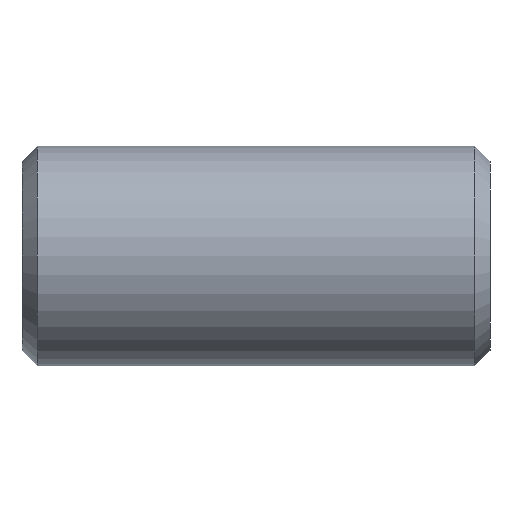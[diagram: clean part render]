
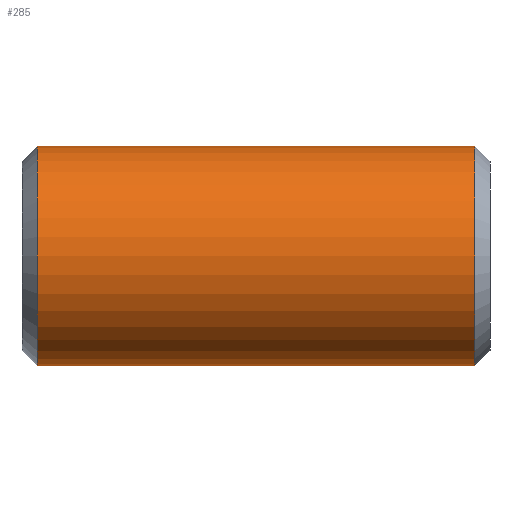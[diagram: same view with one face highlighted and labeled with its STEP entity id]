
A CAD part, front view. The second image highlights one B-rep face of the part: STEP entity #285.
In plain terms, the highlighted cylindrical face has radius 13.335 mm (diameter 26.67 mm), a partial arc.
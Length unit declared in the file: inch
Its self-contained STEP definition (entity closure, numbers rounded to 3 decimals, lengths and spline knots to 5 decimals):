
#7 = CARTESIAN_POINT ( 'NONE',  ( 1.047, 0., -0.525 ) ) ;
#8 = EDGE_CURVE ( 'NONE', #347, #311, #495, .T. ) ;
#21 = DIRECTION ( 'NONE',  ( 0., 0., 1. ) ) ;
#34 = VERTEX_POINT ( 'NONE', #7 ) ;
#36 = DIRECTION ( 'NONE',  ( 0., 0., -1. ) ) ;
#43 = AXIS2_PLACEMENT_3D ( 'NONE', #359, #576, #21 ) ;
#84 = EDGE_LOOP ( 'NONE', ( #260, #218, #200, #632 ) ) ;
#115 = LINE ( 'NONE', #164, #350 ) ;
#132 = CYLINDRICAL_SURFACE ( 'NONE', #43, 0.525 ) ;
#153 = CARTESIAN_POINT ( 'NONE',  ( -1.047, 0., -0.525 ) ) ;
#159 = DIRECTION ( 'NONE',  ( 1., 0., 0. ) ) ;
#164 = CARTESIAN_POINT ( 'NONE',  ( 1.12, 0., -0.525 ) ) ;
#169 = CARTESIAN_POINT ( 'NONE',  ( 1.047, 0., 0. ) ) ;
#200 = ORIENTED_EDGE ( 'NONE', *, *, #532, .T. ) ;
#211 = DIRECTION ( 'NONE',  ( -1., 0., 0. ) ) ;
#215 = AXIS2_PLACEMENT_3D ( 'NONE', #291, #159, #463 ) ;
#218 = ORIENTED_EDGE ( 'NONE', *, *, #666, .T. ) ;
#253 = CARTESIAN_POINT ( 'NONE',  ( -1.047, 0., 0.525 ) ) ;
#260 = ORIENTED_EDGE ( 'NONE', *, *, #615, .F. ) ;
#285 = ADVANCED_FACE ( 'NONE', ( #631 ), #132, .T. ) ;
#291 = CARTESIAN_POINT ( 'NONE',  ( -1.047, 0., 0. ) ) ;
#311 = VERTEX_POINT ( 'NONE', #153 ) ;
#316 = CIRCLE ( 'NONE', #549, 0.525 ) ;
#328 = DIRECTION ( 'NONE',  ( -1., 0., 0. ) ) ;
#347 = VERTEX_POINT ( 'NONE', #253 ) ;
#350 = VECTOR ( 'NONE', #553, 39.37008 ) ;
#359 = CARTESIAN_POINT ( 'NONE',  ( 1.12, 0., 0. ) ) ;
#377 = CARTESIAN_POINT ( 'NONE',  ( 1.12, 0., 0.525 ) ) ;
#449 = VECTOR ( 'NONE', #328, 39.37008 ) ;
#463 = DIRECTION ( 'NONE',  ( 0., 0., 1. ) ) ;
#495 = CIRCLE ( 'NONE', #215, 0.525 ) ;
#532 = EDGE_CURVE ( 'NONE', #654, #347, #724, .T. ) ;
#549 = AXIS2_PLACEMENT_3D ( 'NONE', #169, #211, #36 ) ;
#553 = DIRECTION ( 'NONE',  ( -1., 0., 0. ) ) ;
#576 = DIRECTION ( 'NONE',  ( -1., 0., 0. ) ) ;
#602 = CARTESIAN_POINT ( 'NONE',  ( 1.047, 0., 0.525 ) ) ;
#615 = EDGE_CURVE ( 'NONE', #34, #311, #115, .T. ) ;
#631 = FACE_OUTER_BOUND ( 'NONE', #84, .T. ) ;
#632 = ORIENTED_EDGE ( 'NONE', *, *, #8, .T. ) ;
#654 = VERTEX_POINT ( 'NONE', #602 ) ;
#666 = EDGE_CURVE ( 'NONE', #34, #654, #316, .T. ) ;
#724 = LINE ( 'NONE', #377, #449 ) ;
